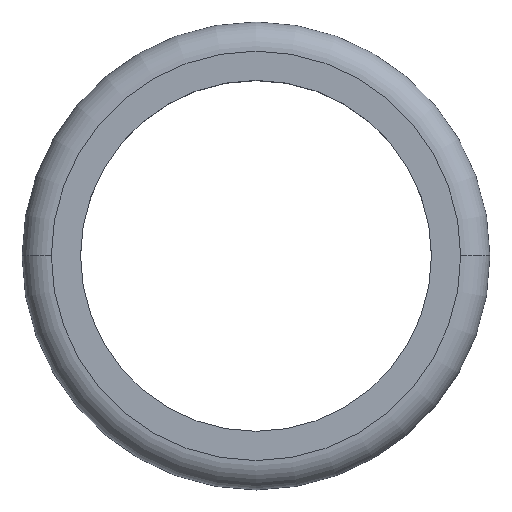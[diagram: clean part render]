
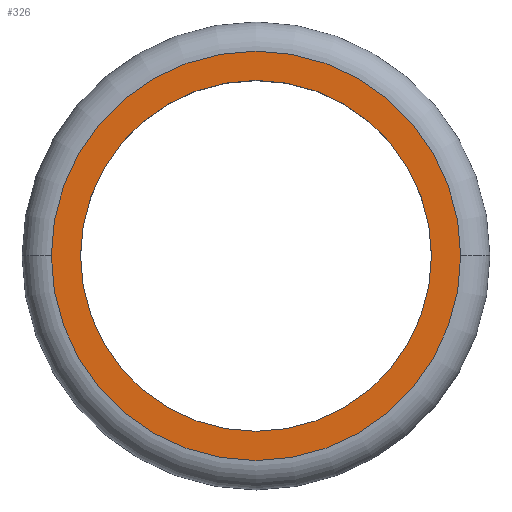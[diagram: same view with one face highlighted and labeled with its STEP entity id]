
A CAD part, top view. The second image highlights one B-rep face of the part: STEP entity #326.
In plain terms, the highlighted planar face has unit normal (0, 0, 1).
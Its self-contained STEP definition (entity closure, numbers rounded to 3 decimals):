
#14 = DIRECTION ( 'NONE',  ( -1., 0., 0. ) ) ;
#21 = EDGE_CURVE ( 'NONE', #343, #465, #197, .T. ) ;
#44 = ORIENTED_EDGE ( 'NONE', *, *, #95, .F. ) ;
#55 = CARTESIAN_POINT ( 'NONE',  ( 113.897, 0., 148.859 ) ) ;
#74 = CIRCLE ( 'NONE', #232, 10.5 ) ;
#93 = CARTESIAN_POINT ( 'NONE',  ( 104.897, 0., 148.859 ) ) ;
#95 = EDGE_CURVE ( 'NONE', #296, #106, #74, .T. ) ;
#96 = AXIS2_PLACEMENT_3D ( 'NONE', #392, #132, #350 ) ;
#97 = CARTESIAN_POINT ( 'NONE',  ( 94.397, 0., 148.859 ) ) ;
#106 = VERTEX_POINT ( 'NONE', #338 ) ;
#132 = DIRECTION ( 'NONE',  ( 0., 0., -1. ) ) ;
#135 = EDGE_LOOP ( 'NONE', ( #309, #324 ) ) ;
#139 = AXIS2_PLACEMENT_3D ( 'NONE', #55, #379, #298 ) ;
#144 = CARTESIAN_POINT ( 'NONE',  ( 95.897, 0., 148.859 ) ) ;
#189 = DIRECTION ( 'NONE',  ( 0., 0., -1. ) ) ;
#197 = CIRCLE ( 'NONE', #96, 9. ) ;
#206 = EDGE_CURVE ( 'NONE', #465, #343, #220, .T. ) ;
#210 = CARTESIAN_POINT ( 'NONE',  ( 104.897, 0., 148.859 ) ) ;
#213 = CARTESIAN_POINT ( 'NONE',  ( 113.897, 0., 148.859 ) ) ;
#218 = CARTESIAN_POINT ( 'NONE',  ( 104.897, 0., 148.859 ) ) ;
#220 = CIRCLE ( 'NONE', #266, 9. ) ;
#226 = DIRECTION ( 'NONE',  ( -1., 0., 0. ) ) ;
#232 = AXIS2_PLACEMENT_3D ( 'NONE', #218, #189, #420 ) ;
#256 = EDGE_CURVE ( 'NONE', #106, #296, #413, .T. ) ;
#266 = AXIS2_PLACEMENT_3D ( 'NONE', #210, #313, #226 ) ;
#276 = FACE_OUTER_BOUND ( 'NONE', #303, .T. ) ;
#296 = VERTEX_POINT ( 'NONE', #97 ) ;
#298 = DIRECTION ( 'NONE',  ( -1., 0., 0. ) ) ;
#300 = ORIENTED_EDGE ( 'NONE', *, *, #256, .F. ) ;
#303 = EDGE_LOOP ( 'NONE', ( #44, #300 ) ) ;
#307 = DIRECTION ( 'NONE',  ( 0., 0., -1. ) ) ;
#309 = ORIENTED_EDGE ( 'NONE', *, *, #206, .T. ) ;
#313 = DIRECTION ( 'NONE',  ( 0., 0., -1. ) ) ;
#324 = ORIENTED_EDGE ( 'NONE', *, *, #21, .T. ) ;
#326 = ADVANCED_FACE ( 'NONE', ( #276, #389 ), #450, .F. ) ;
#338 = CARTESIAN_POINT ( 'NONE',  ( 115.397, 0., 148.859 ) ) ;
#343 = VERTEX_POINT ( 'NONE', #213 ) ;
#350 = DIRECTION ( 'NONE',  ( -1., 0., 0. ) ) ;
#379 = DIRECTION ( 'NONE',  ( 0., 0., -1. ) ) ;
#389 = FACE_BOUND ( 'NONE', #135, .T. ) ;
#392 = CARTESIAN_POINT ( 'NONE',  ( 104.897, 0., 148.859 ) ) ;
#401 = AXIS2_PLACEMENT_3D ( 'NONE', #93, #307, #14 ) ;
#413 = CIRCLE ( 'NONE', #401, 10.5 ) ;
#420 = DIRECTION ( 'NONE',  ( -1., 0., 0. ) ) ;
#450 = PLANE ( 'NONE',  #139 ) ;
#465 = VERTEX_POINT ( 'NONE', #144 ) ;
